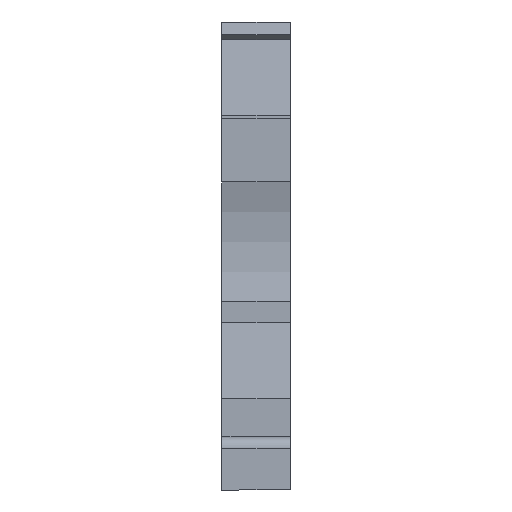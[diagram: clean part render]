
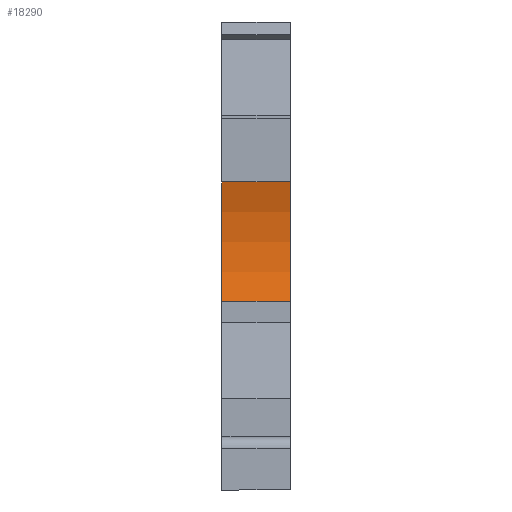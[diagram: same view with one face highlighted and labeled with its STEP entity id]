
A CAD part, front view. The second image highlights one B-rep face of the part: STEP entity #18290.
In plain terms, the highlighted cylindrical face has radius 15 mm (diameter 30 mm), a partial arc.
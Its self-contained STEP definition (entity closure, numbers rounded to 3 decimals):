
#6310=CARTESIAN_POINT('',(9.775,9.822,
0.));
#6320=VERTEX_POINT('',#6310);
#6350=CARTESIAN_POINT('',(-4.976,12.544,
0.));
#6360=DIRECTION('',(0.,0.,1.));
#6370=DIRECTION('',(0.993,0.122,0.));
#6380=AXIS2_PLACEMENT_3D('',#6350,#6360,#6370);
#6390=CIRCLE('',#6380,15.);
#6400=CARTESIAN_POINT('',(8.678,18.755,
0.));
#6410=VERTEX_POINT('',#6400);
#6420=EDGE_CURVE('',#6320,#6410,#6390,.T.);
#17980=CARTESIAN_POINT('',(-4.976,12.544,
0.));
#17990=DIRECTION('',(0.,0.,1.));
#18000=DIRECTION('',(0.993,0.122,0.));
#18010=AXIS2_PLACEMENT_3D('',#17980,#17990,#18000);
#18020=CYLINDRICAL_SURFACE('',#18010,15.);
#18030=ORIENTED_EDGE('',*,*,#6420,.T.);
#18040=CARTESIAN_POINT('',(9.775,9.822,
0.));
#18050=DIRECTION('',(0.,0.,1.));
#18060=VECTOR('',#18050,1.);
#18070=LINE('',#18040,#18060);
#18080=CARTESIAN_POINT('',(9.775,9.822,
-5.15));
#18090=VERTEX_POINT('',#18080);
#18100=EDGE_CURVE('',#18090,#6320,#18070,.T.);
#18110=ORIENTED_EDGE('',*,*,#18100,.T.);
#18120=CARTESIAN_POINT('',(-4.976,12.544,
-5.15));
#18130=DIRECTION('',(0.,0.,1.));
#18140=DIRECTION('',(0.993,0.122,0.));
#18150=AXIS2_PLACEMENT_3D('',#18120,#18130,#18140);
#18160=CIRCLE('',#18150,15.);
#18170=CARTESIAN_POINT('',(8.678,18.755,
-5.15));
#18180=VERTEX_POINT('',#18170);
#18190=EDGE_CURVE('',#18090,#18180,#18160,.T.);
#18200=ORIENTED_EDGE('',*,*,#18190,.F.);
#18210=CARTESIAN_POINT('',(8.678,18.755,
0.));
#18220=DIRECTION('',(0.,0.,1.));
#18230=VECTOR('',#18220,1.);
#18240=LINE('',#18210,#18230);
#18250=EDGE_CURVE('',#18180,#6410,#18240,.T.);
#18260=ORIENTED_EDGE('',*,*,#18250,.F.);
#18270=EDGE_LOOP('',(#18260,#18200,#18110,#18030));
#18280=FACE_OUTER_BOUND('',#18270,.T.);
#18290=ADVANCED_FACE('',(#18280),#18020,.F.);
